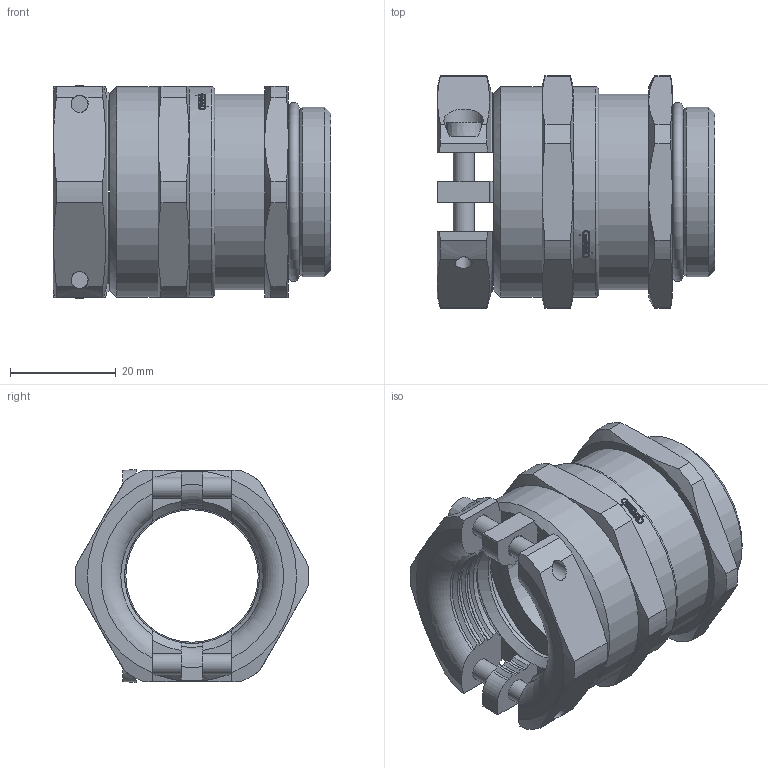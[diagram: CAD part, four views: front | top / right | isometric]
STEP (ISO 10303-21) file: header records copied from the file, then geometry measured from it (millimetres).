
FILE_DESCRIPTION(/* description */ ('HSK-MZ Metr.-Cable glands for special applications'),/* implementation_level */ '2;1');
FILE_NAME(/* name */ 'HU1690320050.stp',/* time_stamp */ '2021-10-12T14:56:14+02:00',/* author */ ('sl'),/* organization */ ('HUMMEL'),/* preprocessor_version */ 'ST-DEVELOPER v16.5',/* originating_system */ 'Autodesk Inventor 2017',/* authorisation */ '');
FILE_SCHEMA (('AUTOMOTIVE_DESIGN { 1 0 10303 214 3 1 1 }'));
Length unit declared in the file: millimetre
Products named in the file (6): HSK-MZ 1.690.3200.50; HSK-MZ 1.690.3200.50-Gland; HSK-MZ 1.690.3200.50-Nut; HSK-MZ 1.690.3200.50-Clamping insert; HSK-MZ 1.690.3200.50-Sealing insert; HSK-MZ 1.690.3200.50-O-Ring
Assembly tree (5 placements, depth 2):
  HSK-MZ 1.690.3200.50
    HSK-MZ 1.690.3200.50-Gland
    HSK-MZ 1.690.3200.50-Nut
    HSK-MZ 1.690.3200.50-Clamping insert
    HSK-MZ 1.690.3200.50-Sealing insert
    HSK-MZ 1.690.3200.50-O-Ring
Bounding box: 52.44 x 43.99 x 40.3 mm (x, y, z)
Volume: 31783 mm3; surface area: 27397.8 mm2
Topology: 5 solids, 5 shells, 299 faces, 796 edges, 525 vertices
Faces by surface type: plane 152, cylinder 81, cone 50, torus 16
Full cylindrical faces by diameter (mm): 3.242 x2, 4 x3, 4.2 x2, 4.3 x2, 25 x1, 25.3 x1, 25.5 x1, 27.6 x2, 29.8 x1, 30.02 x2, 32 x1, 32.6 x2, 34 x2, 35.48 x1, 36.24 x1, 37 x1, 39.8 x2
Entity records: 9363 total; most frequent: CARTESIAN_POINT 2028, DIRECTION 1554, ORIENTED_EDGE 1470, EDGE_CURVE 735, AXIS2_PLACEMENT_3D 623, VERTEX_POINT 510, EDGE_LOOP 377, LINE 308
